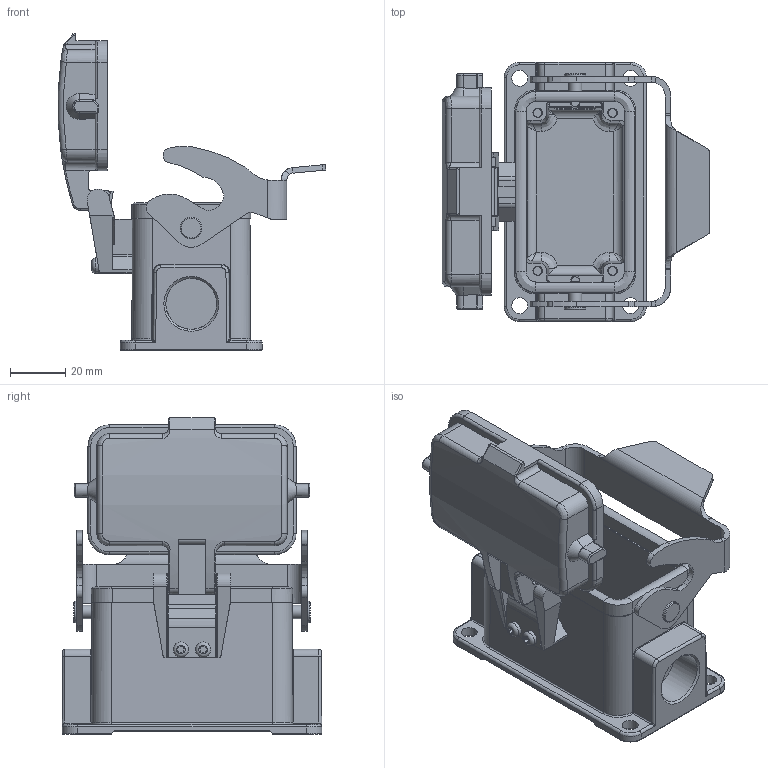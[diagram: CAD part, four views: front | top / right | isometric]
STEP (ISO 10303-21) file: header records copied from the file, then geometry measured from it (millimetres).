
FILE_DESCRIPTION(/* description */ (''),/* implementation_level */ '2;1');
FILE_NAME(/* name */ 'H10B-SF-1L-CV-XXX.stp',/* time_stamp */ '2024-08-04T09:34:31+08:00',/* author */ (''),/* organization */ (''),/* preprocessor_version */ 'ST-DEVELOPER v16',/* originating_system */ 'SIEMENS PLM Software NX 10.0',/* authorisation */ '');
FILE_SCHEMA (('AUTOMOTIVE_DESIGN { 1 0 10303 214 3 1 1 1 }'));
Length unit declared in the file: millimetre
Products named in the file (1): Admi1074E3C1bfii
Bounding box: 96.52 x 93.59 x 113.97 mm (x, y, z)
Surface area: 63012.3 mm2 (no closed solid volume)
Topology: 0 solids, 1 shells, 810 faces, 2129 edges, 1321 vertices
Faces by surface type: cylinder 342, plane 308, bspline 112, torus 17, cone 11, sphere 10, extrusion 6, revolution 4
Full cylindrical faces by diameter (mm): 2.5 x2, 3 x42, 3.2 x2, 4.8 x4, 5.5 x2, 5.75 x4, 7.8 x2, 18.35 x1, 18.5 x1
Entity records: 37437 total; most frequent: CARTESIAN_POINT 19427, ORIENTED_EDGE 3886, DIRECTION 3535, EDGE_CURVE 1943, AXIS2_PLACEMENT_3D 1284, VERTEX_POINT 1233, VECTOR 963, LINE 957
